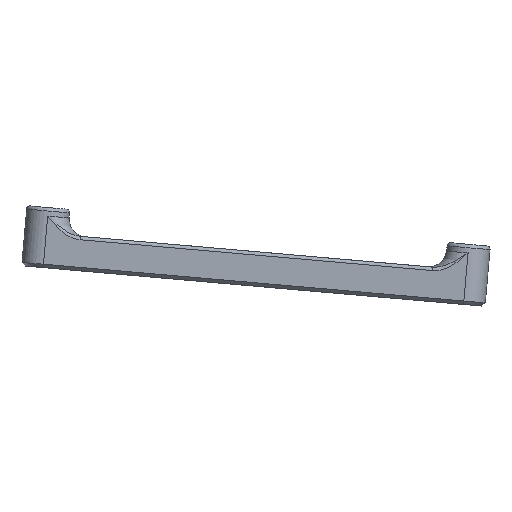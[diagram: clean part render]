
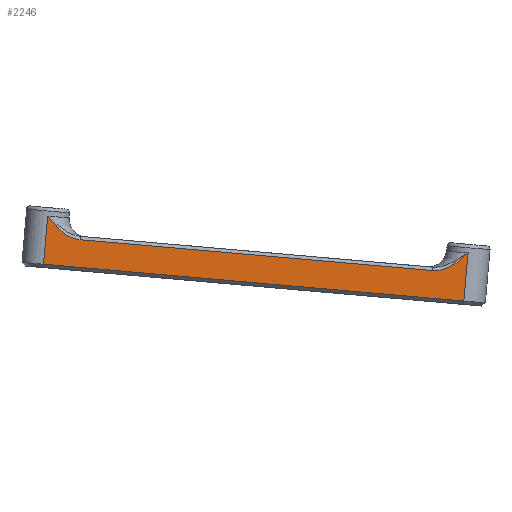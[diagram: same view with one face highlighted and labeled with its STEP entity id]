
A CAD part, left-side view. The second image highlights one B-rep face of the part: STEP entity #2246.
In plain terms, the highlighted planar face has unit normal (-1, 0, 0).
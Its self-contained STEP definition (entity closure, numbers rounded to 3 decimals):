
#242=B_SPLINE_CURVE_WITH_KNOTS('',3,(#3704,#3705,#3706,#3707,#3708,#3709,
#3710,#3711,#3712,#3713,#3714,#3715),.UNSPECIFIED.,.F.,.F.,(4,1,1,1,1,1,
1,2,4),(0.,0.095,0.191,0.286,0.334,
0.381,0.429,0.477,0.478),
 .UNSPECIFIED.);
#243=B_SPLINE_CURVE_WITH_KNOTS('',3,(#3718,#3719,#3720,#3721,#3722,#3723,
#3724,#3725),.UNSPECIFIED.,.F.,.F.,(4,2,1,1,4),(-0.001,0.,
0.191,0.286,0.477),.UNSPECIFIED.);
#328=FACE_OUTER_BOUND('',#478,.T.);
#478=EDGE_LOOP('',(#1752,#1753,#1754,#1755,#1756,#1757));
#663=LINE('',#3585,#845);
#697=LINE('',#3698,#879);
#698=LINE('',#3702,#880);
#699=LINE('',#3717,#881);
#845=VECTOR('',#2759,10.);
#879=VECTOR('',#2861,10.);
#880=VECTOR('',#2866,10.);
#881=VECTOR('',#2867,10.);
#1031=VERTEX_POINT('',#3572);
#1035=VERTEX_POINT('',#3584);
#1068=VERTEX_POINT('',#3697);
#1069=VERTEX_POINT('',#3701);
#1070=VERTEX_POINT('',#3703);
#1071=VERTEX_POINT('',#3716);
#1263=EDGE_CURVE('',#1031,#1035,#663,.T.);
#1315=EDGE_CURVE('',#1035,#1068,#697,.T.);
#1317=EDGE_CURVE('',#1031,#1069,#698,.T.);
#1318=EDGE_CURVE('',#1070,#1069,#242,.T.);
#1319=EDGE_CURVE('',#1071,#1070,#699,.T.);
#1320=EDGE_CURVE('',#1068,#1071,#243,.T.);
#1752=ORIENTED_EDGE('',*,*,#1263,.F.);
#1753=ORIENTED_EDGE('',*,*,#1317,.T.);
#1754=ORIENTED_EDGE('',*,*,#1318,.F.);
#1755=ORIENTED_EDGE('',*,*,#1319,.F.);
#1756=ORIENTED_EDGE('',*,*,#1320,.F.);
#1757=ORIENTED_EDGE('',*,*,#1315,.F.);
#2171=PLANE('',#2428);
#2246=ADVANCED_FACE('',(#328),#2171,.T.);
#2428=AXIS2_PLACEMENT_3D('',#3700,#2864,#2865);
#2759=DIRECTION('',(0.,0.996,0.087));
#2861=DIRECTION('',(0.,-0.087,0.996));
#2864=DIRECTION('center_axis',(-1.,0.,0.));
#2865=DIRECTION('ref_axis',(0.,-0.996,-0.087));
#2866=DIRECTION('',(0.,-0.087,0.996));
#2867=DIRECTION('',(0.,-0.996,-0.087));
#3572=CARTESIAN_POINT('',(53.353,-4.146,26.842));
#3584=CARTESIAN_POINT('',(53.353,44.667,31.113));
#3585=CARTESIAN_POINT('',(53.353,32.464,30.045));
#3697=CARTESIAN_POINT('',(53.353,44.179,36.692));
#3698=CARTESIAN_POINT('',(53.353,44.702,30.715));
#3700=CARTESIAN_POINT('Origin',(53.353,44.702,30.715));
#3701=CARTESIAN_POINT('',(53.353,-4.634,32.421));
#3702=CARTESIAN_POINT('',(53.353,-4.111,26.444));
#3703=CARTESIAN_POINT('',(53.353,-0.46,30.377));
#3704=CARTESIAN_POINT('Ctrl Pts',(53.353,-0.46,30.377));
#3705=CARTESIAN_POINT('Ctrl Pts',(53.353,-0.777,30.349));
#3706=CARTESIAN_POINT('Ctrl Pts',(53.353,-1.425,30.394));
#3707=CARTESIAN_POINT('Ctrl Pts',(53.353,-2.333,30.705));
#3708=CARTESIAN_POINT('Ctrl Pts',(53.353,-3.028,31.11));
#3709=CARTESIAN_POINT('Ctrl Pts',(53.353,-3.54,31.484));
#3710=CARTESIAN_POINT('Ctrl Pts',(53.353,-3.912,31.784));
#3711=CARTESIAN_POINT('Ctrl Pts',(53.353,-4.273,32.097));
#3712=CARTESIAN_POINT('Ctrl Pts',(53.353,-4.51,32.309));
#3713=CARTESIAN_POINT('Ctrl Pts',(53.353,-4.63,32.417));
#3714=CARTESIAN_POINT('Ctrl Pts',(53.353,-4.632,32.419));
#3715=CARTESIAN_POINT('Ctrl Pts',(53.353,-4.634,32.421));
#3716=CARTESIAN_POINT('',(53.353,40.424,33.954));
#3717=CARTESIAN_POINT('',(53.353,32.185,33.233));
#3718=CARTESIAN_POINT('Ctrl Pts',(53.353,44.179,36.692));
#3719=CARTESIAN_POINT('Ctrl Pts',(53.353,44.178,36.69));
#3720=CARTESIAN_POINT('Ctrl Pts',(53.353,44.176,36.687));
#3721=CARTESIAN_POINT('Ctrl Pts',(53.353,43.782,36.185));
#3722=CARTESIAN_POINT('Ctrl Pts',(53.353,43.185,35.432));
#3723=CARTESIAN_POINT('Ctrl Pts',(53.353,41.968,34.395));
#3724=CARTESIAN_POINT('Ctrl Pts',(53.353,41.057,34.009));
#3725=CARTESIAN_POINT('Ctrl Pts',(53.353,40.424,33.954));
